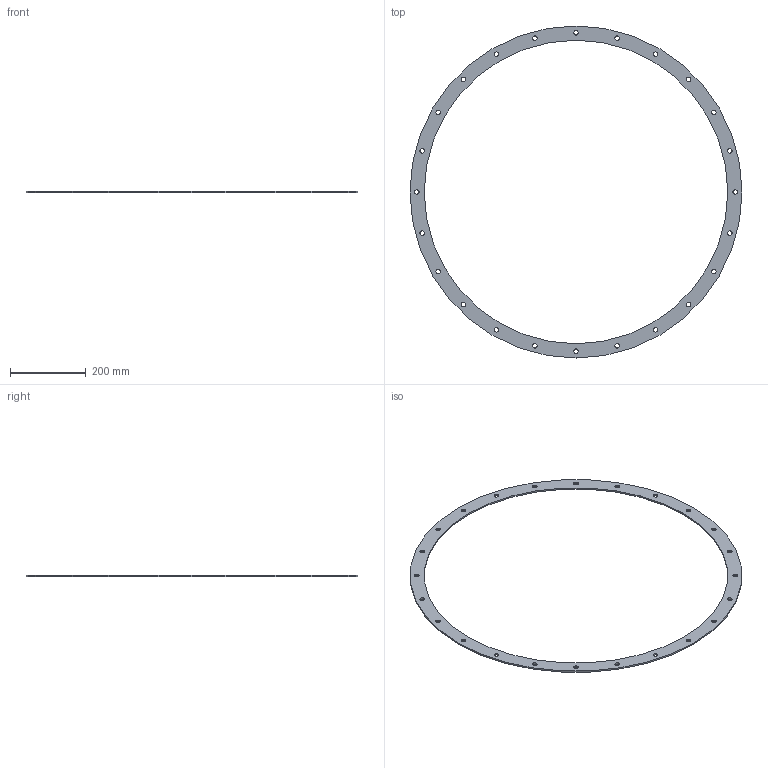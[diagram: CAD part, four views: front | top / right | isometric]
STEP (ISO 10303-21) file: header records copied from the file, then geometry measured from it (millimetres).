
FILE_DESCRIPTION(/* description */ ('Fläns (Spiro)'),/* implementation_level */ '2;1');
FILE_NAME(/* name */ 'HFSH-800.stp',/* time_stamp */ '2016-02-10T10:06:31+01:00',/* author */ ('John'),/* organization */ (''),/* preprocessor_version */ 'ST-DEVELOPER v15.6',/* originating_system */ 'Autodesk Inventor 2015',/* authorisation */ '');
FILE_SCHEMA (('AUTOMOTIVE_DESIGN { 1 0 10303 214 3 1 1 }'));
Length unit declared in the file: millimetre
Products named in the file (1): HFSH-800
Bounding box: 878 x 878 x 4 mm (x, y, z)
Volume: 387740.9 mm3; surface area: 218607.3 mm2
Topology: 1 solids, 1 shells, 28 faces, 78 edges, 52 vertices
Faces by surface type: cylinder 26, plane 2
Full cylindrical faces by diameter (mm): 12 x24, 802.5 x1, 878 x1
Entity records: 928 total; most frequent: DIRECTION 162, CARTESIAN_POINT 133, EDGE_LOOP 104, ORIENTED_EDGE 104, AXIS2_PLACEMENT_3D 81, FACE_BOUND 76, CIRCLE 52, VERTEX_POINT 52
